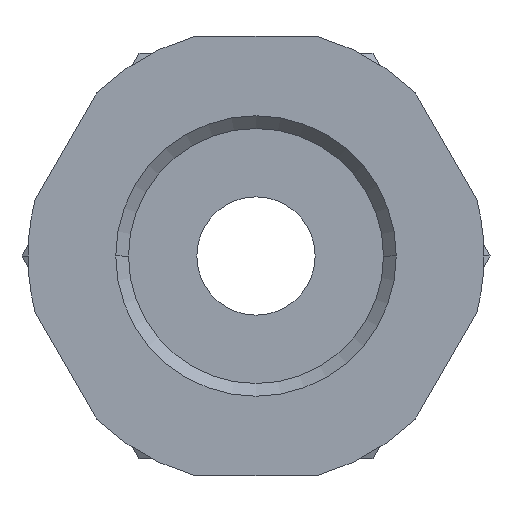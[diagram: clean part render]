
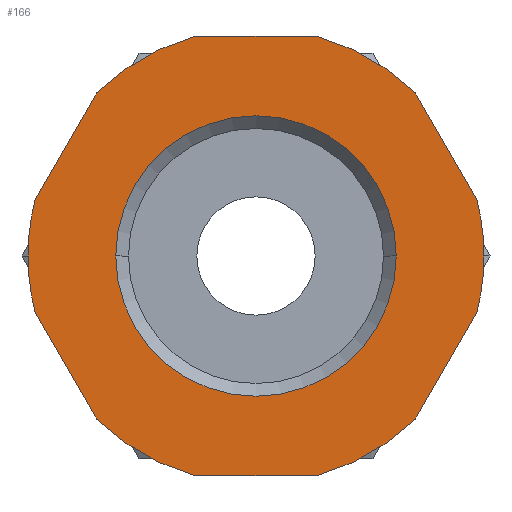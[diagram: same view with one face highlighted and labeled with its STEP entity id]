
A CAD part, front view. The second image highlights one B-rep face of the part: STEP entity #166.
In plain terms, the highlighted planar face has unit normal (0, -1, 0).
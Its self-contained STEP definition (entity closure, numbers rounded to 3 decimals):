
#166=ADVANCED_FACE('',(#374,#375),#376,.T.);
#374=FACE_BOUND('',#625,.T.);
#375=FACE_OUTER_BOUND('',#626,.T.);
#376=PLANE('',#627);
#625=EDGE_LOOP('',(#1025,#1026));
#626=EDGE_LOOP('',(#1027,#1028,#1029,#1030,#1031,#1032,#1033,#1034,#1035,#1036,#1037,#1038,#1039,#1040));
#627=AXIS2_PLACEMENT_3D('',#1041,#1042,#1043);
#1025=ORIENTED_EDGE('',*,*,#1428,.T.);
#1026=ORIENTED_EDGE('',*,*,#1567,.T.);
#1027=ORIENTED_EDGE('',*,*,#1568,.T.);
#1028=ORIENTED_EDGE('',*,*,#1569,.F.);
#1029=ORIENTED_EDGE('',*,*,#1507,.T.);
#1030=ORIENTED_EDGE('',*,*,#1570,.F.);
#1031=ORIENTED_EDGE('',*,*,#1571,.T.);
#1032=ORIENTED_EDGE('',*,*,#1572,.F.);
#1033=ORIENTED_EDGE('',*,*,#1473,.F.);
#1034=ORIENTED_EDGE('',*,*,#1573,.T.);
#1035=ORIENTED_EDGE('',*,*,#1440,.F.);
#1036=ORIENTED_EDGE('',*,*,#1574,.T.);
#1037=ORIENTED_EDGE('',*,*,#1575,.F.);
#1038=ORIENTED_EDGE('',*,*,#1457,.T.);
#1039=ORIENTED_EDGE('',*,*,#1529,.F.);
#1040=ORIENTED_EDGE('',*,*,#1576,.F.);
#1041=CARTESIAN_POINT('',(6.75,0.0,0.0));
#1042=DIRECTION('',(-0.0,-1.0,-0.0));
#1043=DIRECTION('',(-1.0,0.0,0.0));
#1428=EDGE_CURVE('',#1680,#1678,#1681,.T.);
#1440=EDGE_CURVE('',#1700,#1695,#1702,.T.);
#1457=EDGE_CURVE('',#1732,#1729,#1733,.T.);
#1473=EDGE_CURVE('',#1759,#1754,#1761,.T.);
#1507=EDGE_CURVE('',#1817,#1814,#1818,.T.);
#1529=EDGE_CURVE('',#1850,#1729,#1852,.T.);
#1567=EDGE_CURVE('',#1678,#1680,#1904,.T.);
#1568=EDGE_CURVE('',#1905,#1906,#1907,.T.);
#1569=EDGE_CURVE('',#1817,#1906,#1908,.T.);
#1570=EDGE_CURVE('',#1909,#1814,#1910,.T.);
#1571=EDGE_CURVE('',#1909,#1911,#1912,.T.);
#1572=EDGE_CURVE('',#1754,#1911,#1913,.T.);
#1573=EDGE_CURVE('',#1759,#1695,#1914,.T.);
#1574=EDGE_CURVE('',#1700,#1915,#1916,.T.);
#1575=EDGE_CURVE('',#1732,#1915,#1917,.T.);
#1576=EDGE_CURVE('',#1905,#1850,#1918,.T.);
#1678=VERTEX_POINT('',#2032);
#1680=VERTEX_POINT('',#2035);
#1681=CIRCLE('',#2036,8.305);
#1695=VERTEX_POINT('',#2053);
#1700=VERTEX_POINT('',#2059);
#1702=CIRCLE('',#2062,13.5);
#1729=VERTEX_POINT('',#2113);
#1732=VERTEX_POINT('',#2117);
#1733=LINE('',#2118,#2119);
#1754=VERTEX_POINT('',#2156);
#1759=VERTEX_POINT('',#2162);
#1761=CIRCLE('',#2165,13.5);
#1814=VERTEX_POINT('',#2292);
#1817=VERTEX_POINT('',#2296);
#1818=LINE('',#2297,#2298);
#1850=VERTEX_POINT('',#2382);
#1852=CIRCLE('',#2385,13.5);
#1904=CIRCLE('',#2521,8.305);
#1905=VERTEX_POINT('',#2522);
#1906=VERTEX_POINT('',#2523);
#1907=LINE('',#2524,#2525);
#1908=CIRCLE('',#2526,13.5);
#1909=VERTEX_POINT('',#2527);
#1910=CIRCLE('',#2528,13.5);
#1911=VERTEX_POINT('',#2529);
#1912=LINE('',#2530,#2531);
#1913=CIRCLE('',#2532,13.5);
#1914=LINE('',#2533,#2534);
#1915=VERTEX_POINT('',#2535);
#1916=LINE('',#2536,#2537);
#1917=CIRCLE('',#2538,13.5);
#1918=CIRCLE('',#2539,13.5);
#2032=CARTESIAN_POINT('',(8.305,0.0,0.));
#2035=CARTESIAN_POINT('',(-8.305,0.0,0.));
#2036=AXIS2_PLACEMENT_3D('',#2717,#2718,#2719);
#2053=CARTESIAN_POINT('',(9.438,0.0,9.652));
#2059=CARTESIAN_POINT('',(3.64,0.0,13.0));
#2062=AXIS2_PLACEMENT_3D('',#2737,#2738,#2739);
#2113=CARTESIAN_POINT('',(-13.078,0.0,3.348));
#2117=CARTESIAN_POINT('',(-9.438,0.0,9.652));
#2118=CARTESIAN_POINT('',(-10.415,0.0,7.961));
#2119=VECTOR('',#2764,1.0);
#2156=CARTESIAN_POINT('',(13.5,0.0,0.));
#2162=CARTESIAN_POINT('',(13.078,0.0,3.348));
#2165=AXIS2_PLACEMENT_3D('',#2784,#2785,#2786);
#2292=CARTESIAN_POINT('',(3.64,0.0,-13.0));
#2296=CARTESIAN_POINT('',(-3.64,0.0,-13.0));
#2297=CARTESIAN_POINT('',(3.375,0.0,-13.0));
#2298=VECTOR('',#2826,1.0);
#2382=CARTESIAN_POINT('',(-13.5,0.0,0.));
#2385=AXIS2_PLACEMENT_3D('',#2845,#2846,#2847);
#2521=AXIS2_PLACEMENT_3D('',#2894,#2895,#2896);
#2522=CARTESIAN_POINT('',(-13.078,0.0,-3.348));
#2523=CARTESIAN_POINT('',(-9.438,0.0,-9.652));
#2524=CARTESIAN_POINT('',(-10.415,0.0,-7.961));
#2525=VECTOR('',#2897,1.0);
#2526=AXIS2_PLACEMENT_3D('',#2898,#2899,#2900);
#2527=CARTESIAN_POINT('',(9.438,0.0,-9.652));
#2528=AXIS2_PLACEMENT_3D('',#2901,#2902,#2903);
#2529=CARTESIAN_POINT('',(13.078,0.0,-3.348));
#2530=CARTESIAN_POINT('',(12.102,0.0,-5.039));
#2531=VECTOR('',#2904,1.0);
#2532=AXIS2_PLACEMENT_3D('',#2905,#2906,#2907);
#2533=CARTESIAN_POINT('',(12.102,0.0,5.039));
#2534=VECTOR('',#2908,1.0);
#2535=CARTESIAN_POINT('',(-3.64,0.0,13.0));
#2536=CARTESIAN_POINT('',(3.375,0.0,13.0));
#2537=VECTOR('',#2909,1.0);
#2538=AXIS2_PLACEMENT_3D('',#2910,#2911,#2912);
#2539=AXIS2_PLACEMENT_3D('',#2913,#2914,#2915);
#2717=CARTESIAN_POINT('',(0.0,0.0,0.0));
#2718=DIRECTION('',(-0.0,1.0,0.0));
#2719=DIRECTION('',(1.0,0.0,0.0));
#2737=CARTESIAN_POINT('',(0.0,0.0,0.0));
#2738=DIRECTION('',(-0.0,1.0,0.0));
#2739=DIRECTION('',(1.0,0.0,0.0));
#2764=DIRECTION('',(-0.5,0.0,-0.866));
#2784=CARTESIAN_POINT('',(0.0,0.0,0.0));
#2785=DIRECTION('',(-0.0,1.0,0.0));
#2786=DIRECTION('',(1.0,0.0,0.0));
#2826=DIRECTION('',(1.0,-0.0,0.0));
#2845=CARTESIAN_POINT('',(0.0,0.0,0.0));
#2846=DIRECTION('',(-0.0,1.0,0.0));
#2847=DIRECTION('',(1.0,0.0,0.0));
#2894=CARTESIAN_POINT('',(0.0,0.0,0.0));
#2895=DIRECTION('',(-0.0,1.0,0.0));
#2896=DIRECTION('',(1.0,0.0,0.0));
#2897=DIRECTION('',(0.5,0.0,-0.866));
#2898=CARTESIAN_POINT('',(0.0,0.0,0.0));
#2899=DIRECTION('',(-0.0,1.0,0.0));
#2900=DIRECTION('',(1.0,0.0,0.0));
#2901=CARTESIAN_POINT('',(0.0,0.0,0.0));
#2902=DIRECTION('',(-0.0,1.0,0.0));
#2903=DIRECTION('',(1.0,0.0,0.0));
#2904=DIRECTION('',(0.5,-0.0,0.866));
#2905=CARTESIAN_POINT('',(0.0,0.0,0.0));
#2906=DIRECTION('',(-0.0,1.0,0.0));
#2907=DIRECTION('',(1.0,0.0,0.0));
#2908=DIRECTION('',(-0.5,0.0,0.866));
#2909=DIRECTION('',(-1.0,0.0,0.));
#2910=CARTESIAN_POINT('',(0.0,0.0,0.0));
#2911=DIRECTION('',(-0.0,1.0,0.0));
#2912=DIRECTION('',(1.0,0.0,0.0));
#2913=CARTESIAN_POINT('',(0.0,0.0,0.0));
#2914=DIRECTION('',(-0.0,1.0,0.0));
#2915=DIRECTION('',(1.0,0.0,0.0));
